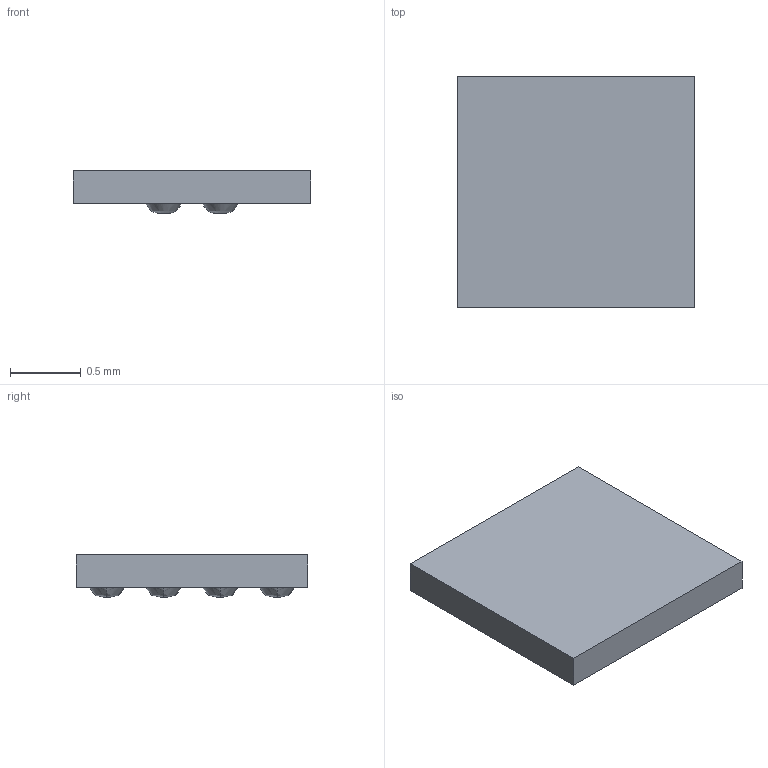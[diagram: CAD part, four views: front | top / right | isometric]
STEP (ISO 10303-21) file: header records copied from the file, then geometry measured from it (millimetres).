
FILE_DESCRIPTION (( 'STEP AP214' ), '1' );
FILE_NAME ('WINBOND_WLSCP8-1.7x1.6x0.2-BY.STEP', '2022-01-01T16:49:45', ( '' ), ( '' ), 'SwSTEP 2.0', 'SolidWorks 2019', '' );
FILE_SCHEMA (( 'AUTOMOTIVE_DESIGN' ));
Length unit declared in the file: millimetre
Products named in the file (1): WINBOND_WLSCP8-1.7x1.6x0.2-BY
Bounding box: 1.68 x 1.64 x 0.3 mm (x, y, z)
Volume: 0.7 mm3; surface area: 7.2 mm2
Topology: 1 solids, 1 shells, 30 faces, 60 edges, 40 vertices
Faces by surface type: bspline 16, plane 14
Entity records: 2120 total; most frequent: CARTESIAN_POINT 1267, ORIENTED_EDGE 120, EDGE_CURVE 60, B_SPLINE_CURVE_WITH_KNOTS 48, DIRECTION 42, VERTEX_POINT 40, EDGE_LOOP 38, UNCERTAINTY_MEASURE_WITH_UNIT 33
